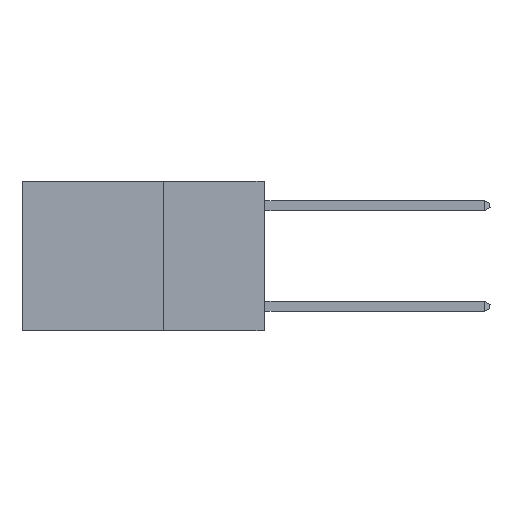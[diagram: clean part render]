
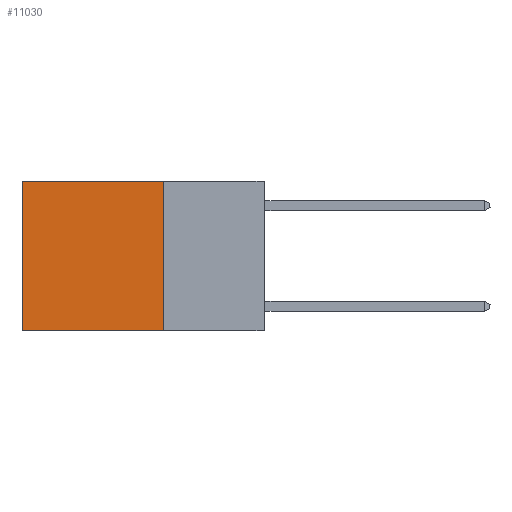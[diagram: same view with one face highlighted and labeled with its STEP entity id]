
A CAD part, left-side view. The second image highlights one B-rep face of the part: STEP entity #11030.
In plain terms, the highlighted planar face has unit normal (-1, 0, 0).
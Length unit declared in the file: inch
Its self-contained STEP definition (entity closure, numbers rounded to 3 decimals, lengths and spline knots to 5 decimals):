
#670 = VERTEX_POINT ( 'NONE', #9161 ) ;
#2253 = ORIENTED_EDGE ( 'NONE', *, *, #9081, .F. ) ;
#2813 = CARTESIAN_POINT ( 'NONE',  ( 0.2625, 0.6, 0. ) ) ;
#3974 = VECTOR ( 'NONE', #28609, 39.37008 ) ;
#4383 = VERTEX_POINT ( 'NONE', #10935 ) ;
#6927 = VERTEX_POINT ( 'NONE', #19264 ) ;
#7263 = LINE ( 'NONE', #19188, #3974 ) ;
#7409 = ORIENTED_EDGE ( 'NONE', *, *, #10205, .T. ) ;
#7848 = AXIS2_PLACEMENT_3D ( 'NONE', #25625, #14113, #21068 ) ;
#9081 = EDGE_CURVE ( 'NONE', #670, #6927, #7263, .T. ) ;
#9161 = CARTESIAN_POINT ( 'NONE',  ( 0.2625, 0.25, -0.37 ) ) ;
#9848 = LINE ( 'NONE', #10000, #17356 ) ;
#10000 = CARTESIAN_POINT ( 'NONE',  ( 0.2625, 0.25, 0. ) ) ;
#10205 = EDGE_CURVE ( 'NONE', #23741, #4383, #24168, .T. ) ;
#10935 = CARTESIAN_POINT ( 'NONE',  ( 0.2625, 0.6, 0. ) ) ;
#11030 = ADVANCED_FACE ( 'NONE', ( #25469 ), #16386, .F. ) ;
#11898 = LINE ( 'NONE', #2813, #14789 ) ;
#14113 = DIRECTION ( 'NONE',  ( 1., 0., 0. ) ) ;
#14409 = DIRECTION ( 'NONE',  ( 0., 0., -1. ) ) ;
#14789 = VECTOR ( 'NONE', #20989, 39.37008 ) ;
#16386 = PLANE ( 'NONE',  #7848 ) ;
#16580 = EDGE_LOOP ( 'NONE', ( #22293, #2253, #23225, #7409 ) ) ;
#17356 = VECTOR ( 'NONE', #14409, 39.37008 ) ;
#17690 = CARTESIAN_POINT ( 'NONE',  ( 0.2625, 0.25, 0. ) ) ;
#19188 = CARTESIAN_POINT ( 'NONE',  ( 0.2625, 0.25, -0.37 ) ) ;
#19264 = CARTESIAN_POINT ( 'NONE',  ( 0.2625, 0.6, -0.37 ) ) ;
#20989 = DIRECTION ( 'NONE',  ( 0., 0., -1. ) ) ;
#21068 = DIRECTION ( 'NONE',  ( 0., 0., -1. ) ) ;
#22293 = ORIENTED_EDGE ( 'NONE', *, *, #24122, .T. ) ;
#23225 = ORIENTED_EDGE ( 'NONE', *, *, #28280, .F. ) ;
#23741 = VERTEX_POINT ( 'NONE', #17690 ) ;
#24122 = EDGE_CURVE ( 'NONE', #4383, #6927, #11898, .T. ) ;
#24168 = LINE ( 'NONE', #26602, #29658 ) ;
#25469 = FACE_OUTER_BOUND ( 'NONE', #16580, .T. ) ;
#25625 = CARTESIAN_POINT ( 'NONE',  ( 0.2625, 0.25, 0. ) ) ;
#26145 = DIRECTION ( 'NONE',  ( 0., 1., 0. ) ) ;
#26602 = CARTESIAN_POINT ( 'NONE',  ( 0.2625, 0.25, 0. ) ) ;
#28280 = EDGE_CURVE ( 'NONE', #23741, #670, #9848, .T. ) ;
#28609 = DIRECTION ( 'NONE',  ( 0., 1., 0. ) ) ;
#29658 = VECTOR ( 'NONE', #26145, 39.37008 ) ;
